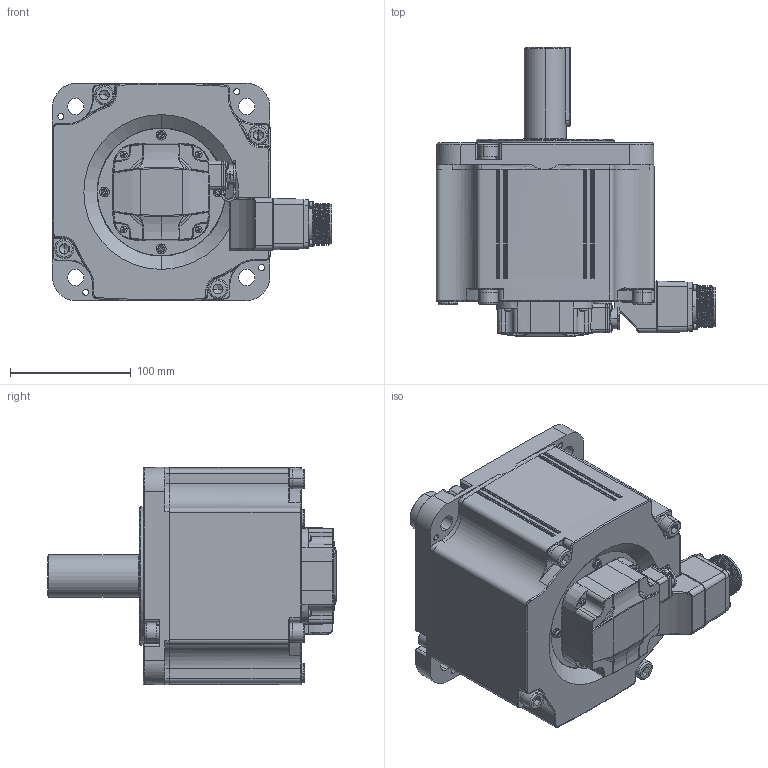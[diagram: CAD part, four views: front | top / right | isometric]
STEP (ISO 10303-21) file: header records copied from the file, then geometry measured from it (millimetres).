
FILE_DESCRIPTION (( 'STEP AP214' ), '1' );
FILE_NAME ('EM3G-29.STEP', '2023-11-16T10:32:49', ( '' ), ( '' ), 'SwSTEP 2.0', 'SolidWorks 2018', '' );
FILE_SCHEMA (( 'AUTOMOTIVE_DESIGN' ));
Length unit declared in the file: millimetre
Products named in the file (1): EM3G-29
Bounding box: 230.9 x 239 x 180 mm (x, y, z)
Volume: 3985999 mm3; surface area: 275126 mm2
Topology: 10 solids, 48 shells, 3638 faces, 9473 edges, 6018 vertices
Faces by surface type: plane 1691, cylinder 931, bspline 527, cone 245, torus 198, sphere 46
Entity records: 171984 total; most frequent: CARTESIAN_POINT 46780, ORIENTED_EDGE 18704, DIRECTION 16552, EDGE_CURVE 9352, VERTEX_POINT 6014, AXIS2_PLACEMENT_3D 5767, VECTOR 5018, LINE 5018
